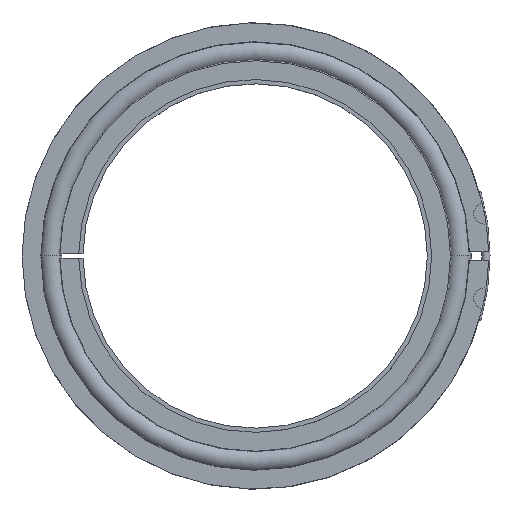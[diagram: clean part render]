
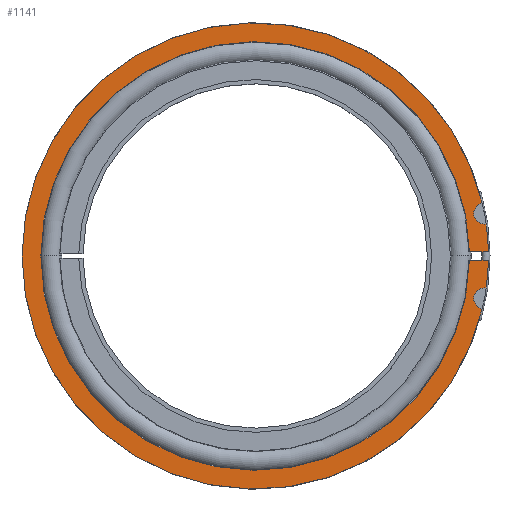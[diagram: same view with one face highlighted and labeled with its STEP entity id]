
A CAD part, top view. The second image highlights one B-rep face of the part: STEP entity #1141.
In plain terms, the highlighted planar face has unit normal (0, 0, 1).
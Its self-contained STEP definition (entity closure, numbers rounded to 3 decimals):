
#31 = VECTOR ( 'NONE', #1872, 1000. ) ;
#34 = CARTESIAN_POINT ( 'NONE',  ( 0., 0., 1.95 ) ) ;
#59 = VERTEX_POINT ( 'NONE', #883 ) ;
#150 = AXIS2_PLACEMENT_3D ( 'NONE', #2561, #2785, #1478 ) ;
#157 = CARTESIAN_POINT ( 'NONE',  ( 54.335, -7.532, 1.95 ) ) ;
#167 = DIRECTION ( 'NONE',  ( -1., 0., 0. ) ) ;
#169 = AXIS2_PLACEMENT_3D ( 'NONE', #34, #1832, #1599 ) ;
#194 = DIRECTION ( 'NONE',  ( 1., 0., 0. ) ) ;
#213 = EDGE_CURVE ( 'NONE', #1948, #2446, #579, .T. ) ;
#354 = CARTESIAN_POINT ( 'NONE',  ( 53.424, 12.447, 1.95 ) ) ;
#377 = ORIENTED_EDGE ( 'NONE', *, *, #2438, .T. ) ;
#381 = CARTESIAN_POINT ( 'NONE',  ( 54.846, -1., 1.95 ) ) ;
#388 = CARTESIAN_POINT ( 'NONE',  ( 53.936, -10., 1.95 ) ) ;
#485 = PLANE ( 'NONE',  #150 ) ;
#501 = LINE ( 'NONE', #2442, #1053 ) ;
#534 = AXIS2_PLACEMENT_3D ( 'NONE', #1692, #1269, #2366 ) ;
#579 = LINE ( 'NONE', #863, #31 ) ;
#595 = DIRECTION ( 'NONE',  ( 0., 0., 1. ) ) ;
#605 = ORIENTED_EDGE ( 'NONE', *, *, #2166, .F. ) ;
#732 = CARTESIAN_POINT ( 'NONE',  ( 50.408, 1., 1.95 ) ) ;
#740 = AXIS2_PLACEMENT_3D ( 'NONE', #1212, #2740, #1433 ) ;
#859 = CIRCLE ( 'NONE', #534, 54.855 ) ;
#863 = CARTESIAN_POINT ( 'NONE',  ( 50.308, -1., 1.95 ) ) ;
#883 = CARTESIAN_POINT ( 'NONE',  ( 54.846, 1., 1.95 ) ) ;
#893 = CIRCLE ( 'NONE', #1391, 54.855 ) ;
#1007 = DIRECTION ( 'NONE',  ( 1., 0., 0. ) ) ;
#1038 = EDGE_LOOP ( 'NONE', ( #1709, #605, #377, #1086, #2340, #1423, #2582, #1738 ) ) ;
#1053 = VECTOR ( 'NONE', #167, 1000. ) ;
#1074 = EDGE_CURVE ( 'NONE', #1458, #1416, #2616, .T. ) ;
#1086 = ORIENTED_EDGE ( 'NONE', *, *, #213, .F. ) ;
#1099 = VERTEX_POINT ( 'NONE', #157 ) ;
#1111 = FACE_OUTER_BOUND ( 'NONE', #1038, .T. ) ;
#1141 = ADVANCED_FACE ( 'NONE', ( #1111 ), #485, .F. ) ;
#1210 = EDGE_CURVE ( 'NONE', #1891, #1948, #1418, .T. ) ;
#1212 = CARTESIAN_POINT ( 'NONE',  ( 0., 0., 1.95 ) ) ;
#1269 = DIRECTION ( 'NONE',  ( 0., 0., 1. ) ) ;
#1381 = CARTESIAN_POINT ( 'NONE',  ( 0., 0., 1.95 ) ) ;
#1391 = AXIS2_PLACEMENT_3D ( 'NONE', #1381, #595, #1007 ) ;
#1409 = DIRECTION ( 'NONE',  ( 0., 0., 1. ) ) ;
#1416 = VERTEX_POINT ( 'NONE', #1809 ) ;
#1418 = CIRCLE ( 'NONE', #169, 50.418 ) ;
#1423 = ORIENTED_EDGE ( 'NONE', *, *, #1504, .F. ) ;
#1433 = DIRECTION ( 'NONE',  ( 1., 0., 0. ) ) ;
#1458 = VERTEX_POINT ( 'NONE', #354 ) ;
#1478 = DIRECTION ( 'NONE',  ( -1., 0., 0. ) ) ;
#1480 = DIRECTION ( 'NONE',  ( 0., 0., 1. ) ) ;
#1504 = EDGE_CURVE ( 'NONE', #59, #1891, #501, .T. ) ;
#1514 = CARTESIAN_POINT ( 'NONE',  ( 54.335, 7.532, 1.95 ) ) ;
#1518 = EDGE_CURVE ( 'NONE', #1458, #2542, #1659, .T. ) ;
#1599 = DIRECTION ( 'NONE',  ( 1., 0., 0. ) ) ;
#1603 = CIRCLE ( 'NONE', #2007, 2.5 ) ;
#1659 = CIRCLE ( 'NONE', #2085, 2.5 ) ;
#1692 = CARTESIAN_POINT ( 'NONE',  ( 0., 0., 1.95 ) ) ;
#1709 = ORIENTED_EDGE ( 'NONE', *, *, #1074, .T. ) ;
#1738 = ORIENTED_EDGE ( 'NONE', *, *, #1518, .F. ) ;
#1809 = CARTESIAN_POINT ( 'NONE',  ( 53.424, -12.447, 1.95 ) ) ;
#1812 = CARTESIAN_POINT ( 'NONE',  ( 53.936, 10., 1.95 ) ) ;
#1832 = DIRECTION ( 'NONE',  ( 0., 0., 1. ) ) ;
#1872 = DIRECTION ( 'NONE',  ( 1., 0., 0. ) ) ;
#1891 = VERTEX_POINT ( 'NONE', #732 ) ;
#1948 = VERTEX_POINT ( 'NONE', #2721 ) ;
#2007 = AXIS2_PLACEMENT_3D ( 'NONE', #388, #1480, #194 ) ;
#2085 = AXIS2_PLACEMENT_3D ( 'NONE', #1812, #1409, #2717 ) ;
#2166 = EDGE_CURVE ( 'NONE', #1099, #1416, #1603, .T. ) ;
#2274 = EDGE_CURVE ( 'NONE', #59, #2542, #859, .T. ) ;
#2340 = ORIENTED_EDGE ( 'NONE', *, *, #1210, .F. ) ;
#2366 = DIRECTION ( 'NONE',  ( 1., 0., 0. ) ) ;
#2438 = EDGE_CURVE ( 'NONE', #1099, #2446, #893, .T. ) ;
#2442 = CARTESIAN_POINT ( 'NONE',  ( 50.308, 1., 1.95 ) ) ;
#2446 = VERTEX_POINT ( 'NONE', #381 ) ;
#2542 = VERTEX_POINT ( 'NONE', #1514 ) ;
#2561 = CARTESIAN_POINT ( 'NONE',  ( -54.855, 0., 1.95 ) ) ;
#2582 = ORIENTED_EDGE ( 'NONE', *, *, #2274, .T. ) ;
#2616 = CIRCLE ( 'NONE', #740, 54.855 ) ;
#2717 = DIRECTION ( 'NONE',  ( 1., 0., 0. ) ) ;
#2721 = CARTESIAN_POINT ( 'NONE',  ( 50.408, -1., 1.95 ) ) ;
#2740 = DIRECTION ( 'NONE',  ( 0., 0., 1. ) ) ;
#2785 = DIRECTION ( 'NONE',  ( 0., 0., -1. ) ) ;
